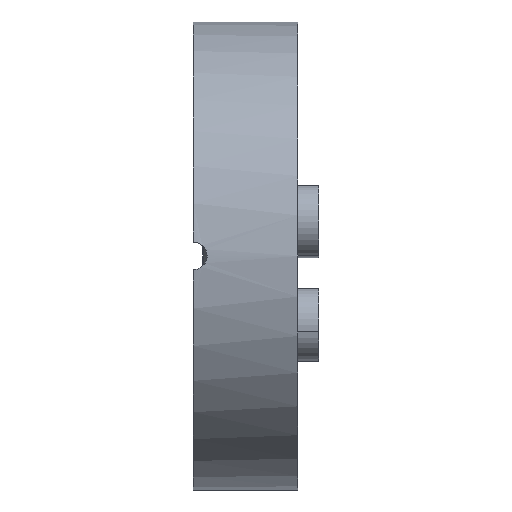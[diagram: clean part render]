
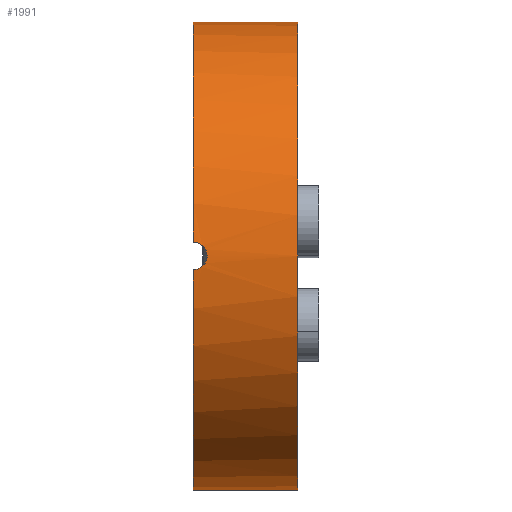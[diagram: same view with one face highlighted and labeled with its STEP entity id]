
A CAD part, left-side view. The second image highlights one B-rep face of the part: STEP entity #1991.
In plain terms, the highlighted cylindrical face has radius 17 mm (diameter 34 mm), a partial arc.
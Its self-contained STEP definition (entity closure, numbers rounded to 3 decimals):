
#9 = CIRCLE ( 'NONE', #1705, 17. ) ;
#10 = EDGE_CURVE ( 'NONE', #1244, #1801, #1704, .T. ) ;
#65 = DIRECTION ( 'NONE',  ( 0., 1., 0. ) ) ;
#78 = VERTEX_POINT ( 'NONE', #1843 ) ;
#91 = VERTEX_POINT ( 'NONE', #389 ) ;
#190 = EDGE_CURVE ( 'NONE', #1244, #78, #1601, .T. ) ;
#240 = EDGE_LOOP ( 'NONE', ( #415, #1937, #1490, #1985, #1932, #1398 ) ) ;
#244 = CYLINDRICAL_SURFACE ( 'NONE', #358, 17. ) ;
#268 = EDGE_CURVE ( 'NONE', #1696, #91, #731, .T. ) ;
#285 = EDGE_CURVE ( 'NONE', #1182, #78, #9, .T. ) ;
#292 = CARTESIAN_POINT ( 'NONE',  ( 0., -7.6, 0. ) ) ;
#303 = AXIS2_PLACEMENT_3D ( 'NONE', #2001, #874, #867 ) ;
#327 = CARTESIAN_POINT ( 'NONE',  ( -16.998, -0.974, 0.263 ) ) ;
#358 = AXIS2_PLACEMENT_3D ( 'NONE', #1336, #424, #1167 ) ;
#378 = CARTESIAN_POINT ( 'NONE',  ( 0., 0., -17. ) ) ;
#389 = CARTESIAN_POINT ( 'NONE',  ( 0., -7.6, 17. ) ) ;
#415 = ORIENTED_EDGE ( 'NONE', *, *, #1914, .F. ) ;
#424 = DIRECTION ( 'NONE',  ( 0., 1., 0. ) ) ;
#569 = CARTESIAN_POINT ( 'NONE',  ( 0., -7.6, -17. ) ) ;
#614 = CARTESIAN_POINT ( 'NONE',  ( -16.993, -0.874, -0.503 ) ) ;
#685 = CARTESIAN_POINT ( 'NONE',  ( -17., -1., -0.13 ) ) ;
#702 = CARTESIAN_POINT ( 'NONE',  ( 0., -7.6, 17. ) ) ;
#710 = FACE_OUTER_BOUND ( 'NONE', #240, .T. ) ;
#715 = EDGE_CURVE ( 'NONE', #91, #1801, #2015, .T. ) ;
#731 = CIRCLE ( 'NONE', #1563, 17. ) ;
#799 = CARTESIAN_POINT ( 'NONE',  ( 0., 0., 17. ) ) ;
#828 = CARTESIAN_POINT ( 'NONE',  ( -16.978, -0.504, 0.874 ) ) ;
#837 = CARTESIAN_POINT ( 'NONE',  ( -16.971, 0., 1. ) ) ;
#854 = LINE ( 'NONE', #569, #1687 ) ;
#867 = DIRECTION ( 'NONE',  ( 0., 0., 1. ) ) ;
#874 = DIRECTION ( 'NONE',  ( 0., 1., 0. ) ) ;
#936 = CARTESIAN_POINT ( 'NONE',  ( 0., -7.6, -17. ) ) ;
#951 = CARTESIAN_POINT ( 'NONE',  ( -16.998, -0.974, -0.261 ) ) ;
#992 = CARTESIAN_POINT ( 'NONE',  ( -16.971, -0.264, -1. ) ) ;
#1055 = VECTOR ( 'NONE', #1663, 1000. ) ;
#1107 = CARTESIAN_POINT ( 'NONE',  ( -17., -1., 0.131 ) ) ;
#1167 = DIRECTION ( 'NONE',  ( 0., 0., 1. ) ) ;
#1182 = VERTEX_POINT ( 'NONE', #378 ) ;
#1187 = CARTESIAN_POINT ( 'NONE',  ( -16.971, 0., 1. ) ) ;
#1229 = DIRECTION ( 'NONE',  ( 0., 0., 1. ) ) ;
#1244 = VERTEX_POINT ( 'NONE', #1187 ) ;
#1318 = CARTESIAN_POINT ( 'NONE',  ( -16.978, -0.521, -0.893 ) ) ;
#1336 = CARTESIAN_POINT ( 'NONE',  ( 0., -7.6, 0. ) ) ;
#1398 = ORIENTED_EDGE ( 'NONE', *, *, #285, .F. ) ;
#1441 = CARTESIAN_POINT ( 'NONE',  ( -16.989, -0.799, 0.615 ) ) ;
#1487 = CARTESIAN_POINT ( 'NONE',  ( -16.972, -0.262, 0.974 ) ) ;
#1490 = ORIENTED_EDGE ( 'NONE', *, *, #715, .T. ) ;
#1552 = DIRECTION ( 'NONE',  ( 0., 0., 1. ) ) ;
#1563 = AXIS2_PLACEMENT_3D ( 'NONE', #292, #1712, #1552 ) ;
#1573 = CARTESIAN_POINT ( 'NONE',  ( -16.981, -0.615, 0.799 ) ) ;
#1601 = B_SPLINE_CURVE_WITH_KNOTS ( 'NONE', 3,
 ( #837, #1901, #1487, #828, #1573, #1441, #2051, #327, #1107, #685, #951, #614, #1795, #1318, #992, #1962 ),
 .UNSPECIFIED., .F., .F.,
 ( 4, 2, 2, 2, 2, 2, 2, 4 ),
 ( 0., 0., 0.001, 0.001, 0.002, 0.002, 0.002, 0.003 ),
 .UNSPECIFIED. ) ;
#1663 = DIRECTION ( 'NONE',  ( 0., 1., 0. ) ) ;
#1687 = VECTOR ( 'NONE', #65, 1000. ) ;
#1690 = DIRECTION ( 'NONE',  ( 0., 1., 0. ) ) ;
#1696 = VERTEX_POINT ( 'NONE', #936 ) ;
#1704 = CIRCLE ( 'NONE', #303, 17. ) ;
#1705 = AXIS2_PLACEMENT_3D ( 'NONE', #1923, #1690, #1229 ) ;
#1712 = DIRECTION ( 'NONE',  ( 0., 1., 0. ) ) ;
#1795 = CARTESIAN_POINT ( 'NONE',  ( -16.989, -0.801, -0.613 ) ) ;
#1801 = VERTEX_POINT ( 'NONE', #799 ) ;
#1843 = CARTESIAN_POINT ( 'NONE',  ( -16.971, 0., -1. ) ) ;
#1901 = CARTESIAN_POINT ( 'NONE',  ( -16.971, -0.132, 1. ) ) ;
#1914 = EDGE_CURVE ( 'NONE', #1696, #1182, #854, .T. ) ;
#1923 = CARTESIAN_POINT ( 'NONE',  ( 0., 0., 0. ) ) ;
#1932 = ORIENTED_EDGE ( 'NONE', *, *, #190, .T. ) ;
#1937 = ORIENTED_EDGE ( 'NONE', *, *, #268, .T. ) ;
#1962 = CARTESIAN_POINT ( 'NONE',  ( -16.971, 0., -1. ) ) ;
#1985 = ORIENTED_EDGE ( 'NONE', *, *, #10, .F. ) ;
#1991 = ADVANCED_FACE ( 'NONE', ( #710 ), #244, .T. ) ;
#2001 = CARTESIAN_POINT ( 'NONE',  ( 0., 0., 0. ) ) ;
#2015 = LINE ( 'NONE', #702, #1055 ) ;
#2051 = CARTESIAN_POINT ( 'NONE',  ( -16.993, -0.874, 0.503 ) ) ;
